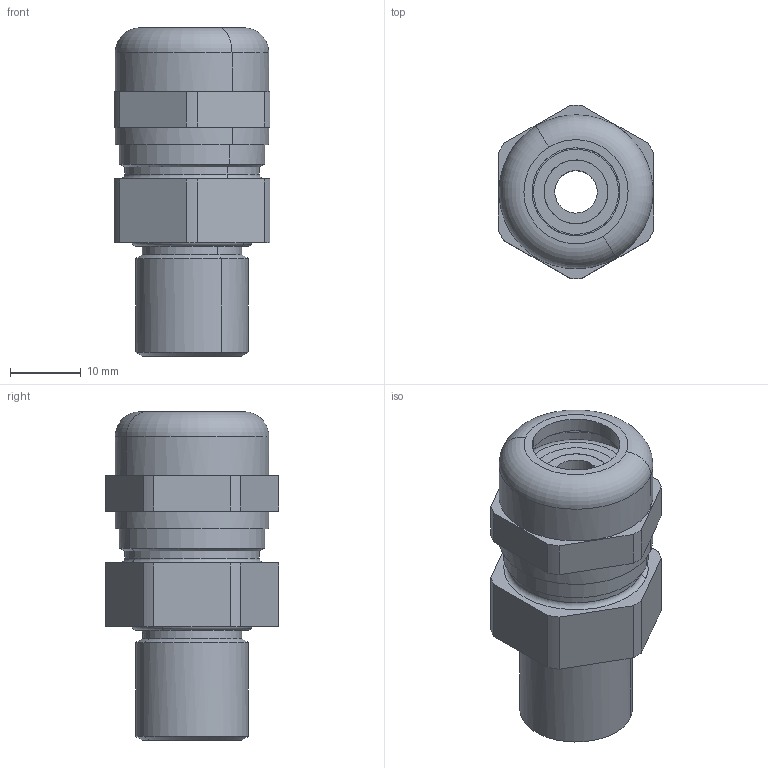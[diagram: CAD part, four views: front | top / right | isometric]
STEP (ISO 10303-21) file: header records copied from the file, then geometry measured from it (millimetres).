
FILE_DESCRIPTION(('CATIA V5R24 STEP','CAx-IF Rec.Pracs.--- Model Styling and Organization---1.2---2011-12-15'),'2;1');
FILE_NAME ('D1452092_0_1460040000_1460040000.stp','2018-05-24T04:46:10+00:00',('none'),('Weidmueller'),'CATIA Version 5-6 Release 2014 SP4 HF52','CATIA V5 STEP AP214','none');
FILE_SCHEMA(('AUTOMOTIVE_DESIGN { 1 0 10303 214 1 1 1 1 }'));
Length unit declared in the file: millimetre
Products named in the file (1): 1460040000_VG_M16_EXE_MS
Bounding box: 22 x 24.49 x 46.32 mm (x, y, z)
Volume: 10782.7 mm3; surface area: 11636.3 mm2
Topology: 4 solids, 4 shells, 113 faces, 248 edges, 156 vertices
Faces by surface type: cylinder 56, plane 33, torus 12, cone 12
Entity records: 3316 total; most frequent: CARTESIAN_POINT 793, ORIENTED_EDGE 496, DIRECTION 415, EDGE_CURVE 248, AXIS2_PLACEMENT_3D 218, VERTEX_POINT 156, EDGE_LOOP 134, CIRCLE 123
